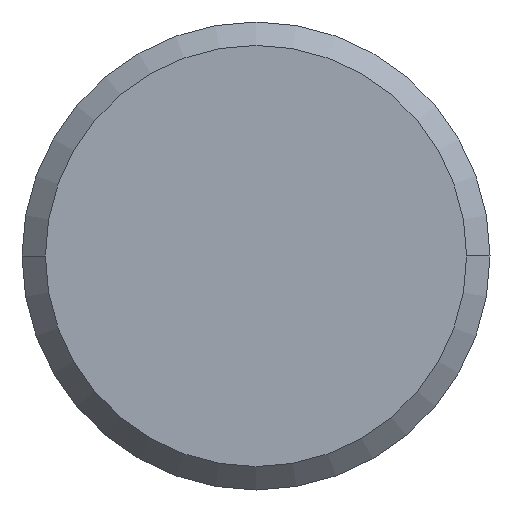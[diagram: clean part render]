
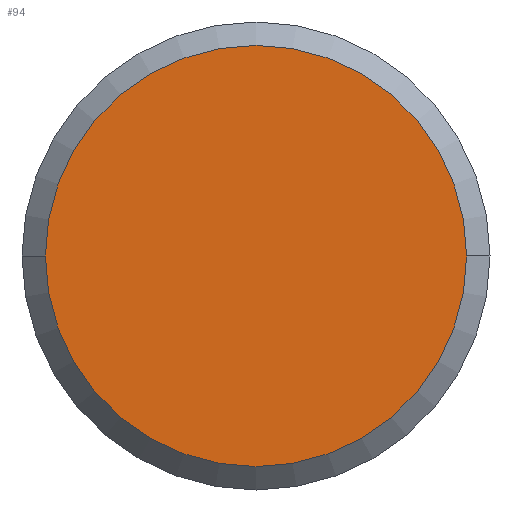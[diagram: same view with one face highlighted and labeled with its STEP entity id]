
A CAD part, left-side view. The second image highlights one B-rep face of the part: STEP entity #94.
In plain terms, the highlighted planar face has unit normal (-1, 0, 0).
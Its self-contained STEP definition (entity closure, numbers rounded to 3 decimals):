
#16 = CIRCLE ( 'NONE', #220, 9. ) ;
#20 = CARTESIAN_POINT ( 'NONE',  ( -92., 0., 0. ) ) ;
#23 = DIRECTION ( 'NONE',  ( 0., 1., 0. ) ) ;
#39 = CARTESIAN_POINT ( 'NONE',  ( -92., -9., 0. ) ) ;
#45 = EDGE_CURVE ( 'NONE', #97, #233, #16, .T. ) ;
#48 = EDGE_CURVE ( 'NONE', #233, #97, #50, .T. ) ;
#49 = DIRECTION ( 'NONE',  ( 1., 0., 0. ) ) ;
#50 = CIRCLE ( 'NONE', #315, 9. ) ;
#94 = ADVANCED_FACE ( 'NONE', ( #132 ), #106, .T. ) ;
#97 = VERTEX_POINT ( 'NONE', #135 ) ;
#100 = EDGE_LOOP ( 'NONE', ( #237, #148 ) ) ;
#106 = PLANE ( 'NONE',  #351 ) ;
#132 = FACE_OUTER_BOUND ( 'NONE', #100, .T. ) ;
#135 = CARTESIAN_POINT ( 'NONE',  ( -92., 9., 0. ) ) ;
#136 = DIRECTION ( 'NONE',  ( -1., 0., 0. ) ) ;
#148 = ORIENTED_EDGE ( 'NONE', *, *, #48, .F. ) ;
#158 = DIRECTION ( 'NONE',  ( 0., 1., 0. ) ) ;
#196 = CARTESIAN_POINT ( 'NONE',  ( -92., 0., 0. ) ) ;
#220 = AXIS2_PLACEMENT_3D ( 'NONE', #196, #304, #23 ) ;
#233 = VERTEX_POINT ( 'NONE', #39 ) ;
#237 = ORIENTED_EDGE ( 'NONE', *, *, #45, .F. ) ;
#273 = DIRECTION ( 'NONE',  ( 0., -1., 0. ) ) ;
#280 = CARTESIAN_POINT ( 'NONE',  ( -92., 0., 0. ) ) ;
#304 = DIRECTION ( 'NONE',  ( 1., 0., 0. ) ) ;
#315 = AXIS2_PLACEMENT_3D ( 'NONE', #20, #49, #158 ) ;
#351 = AXIS2_PLACEMENT_3D ( 'NONE', #280, #136, #273 ) ;
